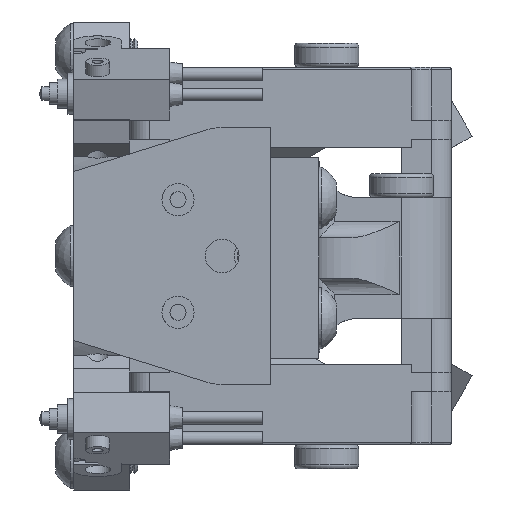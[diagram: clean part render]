
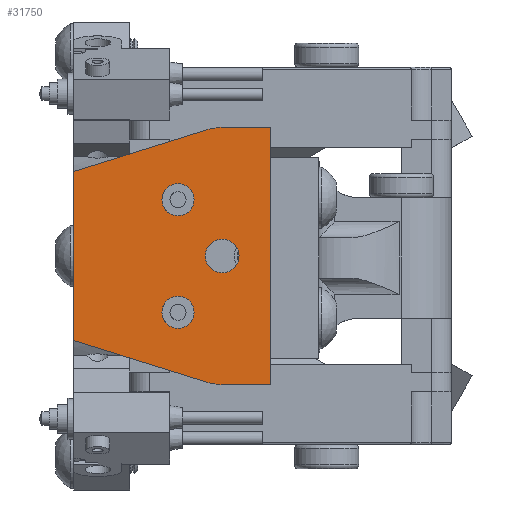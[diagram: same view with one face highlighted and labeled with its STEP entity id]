
A CAD part, left-side view. The second image highlights one B-rep face of the part: STEP entity #31750.
In plain terms, the highlighted planar face has unit normal (-1, 0, 0).
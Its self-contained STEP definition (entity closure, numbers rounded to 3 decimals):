
#1829=FACE_BOUND('',#4758,.T.);
#1830=FACE_BOUND('',#4759,.T.);
#1831=FACE_BOUND('',#4760,.T.);
#2087=PLANE('',#34164);
#2928=FACE_OUTER_BOUND('',#4757,.T.);
#4757=EDGE_LOOP('',(#21801,#21802,#21803,#21804,#21805,#21806,#21807,#21808));
#4758=EDGE_LOOP('',(#21809));
#4759=EDGE_LOOP('',(#21810));
#4760=EDGE_LOOP('',(#21811));
#6642=LINE('',#46784,#9110);
#6789=LINE('',#47313,#9257);
#6794=LINE('',#47327,#9262);
#6796=LINE('',#47331,#9264);
#6798=LINE('',#47335,#9266);
#6800=LINE('',#47340,#9268);
#9110=VECTOR('',#37514,10.);
#9257=VECTOR('',#37909,10.);
#9262=VECTOR('',#37924,10.);
#9264=VECTOR('',#37928,10.);
#9266=VECTOR('',#37932,10.);
#9268=VECTOR('',#37940,10.);
#11553=CIRCLE('',#33975,2.);
#11556=CIRCLE('',#33980,2.);
#11628=CIRCLE('',#34147,2.1);
#11629=CIRCLE('',#34149,6.);
#11630=CIRCLE('',#34154,6.);
#13163=VERTEX_POINT('',#46664);
#13167=VERTEX_POINT('',#46674);
#13207=VERTEX_POINT('',#46781);
#13208=VERTEX_POINT('',#46783);
#13350=VERTEX_POINT('',#47312);
#13351=VERTEX_POINT('',#47316);
#13352=VERTEX_POINT('',#47320);
#13353=VERTEX_POINT('',#47321);
#13354=VERTEX_POINT('',#47326);
#13355=VERTEX_POINT('',#47330);
#13356=VERTEX_POINT('',#47334);
#16351=EDGE_CURVE('',#13163,#13163,#11553,.T.);
#16356=EDGE_CURVE('',#13167,#13167,#11556,.T.);
#16411=EDGE_CURVE('',#13208,#13207,#6642,.T.);
#16624=EDGE_CURVE('',#13350,#13208,#6789,.T.);
#16627=EDGE_CURVE('',#13351,#13351,#11628,.T.);
#16628=EDGE_CURVE('',#13352,#13353,#11629,.T.);
#16631=EDGE_CURVE('',#13353,#13354,#6794,.T.);
#16633=EDGE_CURVE('',#13354,#13355,#6796,.T.);
#16635=EDGE_CURVE('',#13355,#13356,#6798,.T.);
#16637=EDGE_CURVE('',#13356,#13350,#11630,.T.);
#16638=EDGE_CURVE('',#13207,#13352,#6800,.T.);
#21801=ORIENTED_EDGE('',*,*,#16638,.T.);
#21802=ORIENTED_EDGE('',*,*,#16628,.T.);
#21803=ORIENTED_EDGE('',*,*,#16631,.T.);
#21804=ORIENTED_EDGE('',*,*,#16633,.T.);
#21805=ORIENTED_EDGE('',*,*,#16635,.T.);
#21806=ORIENTED_EDGE('',*,*,#16637,.T.);
#21807=ORIENTED_EDGE('',*,*,#16624,.T.);
#21808=ORIENTED_EDGE('',*,*,#16411,.T.);
#21809=ORIENTED_EDGE('',*,*,#16351,.T.);
#21810=ORIENTED_EDGE('',*,*,#16356,.T.);
#21811=ORIENTED_EDGE('',*,*,#16627,.T.);
#31750=ADVANCED_FACE('',(#2928,#1829,#1830,#1831),#2087,.T.);
#33975=AXIS2_PLACEMENT_3D('',#46665,#37393,#37394);
#33980=AXIS2_PLACEMENT_3D('',#46675,#37404,#37405);
#34147=AXIS2_PLACEMENT_3D('',#47318,#37914,#37915);
#34149=AXIS2_PLACEMENT_3D('',#47322,#37918,#37919);
#34154=AXIS2_PLACEMENT_3D('',#47338,#37936,#37937);
#34164=AXIS2_PLACEMENT_3D('',#47354,#37962,#37963);
#37393=DIRECTION('center_axis',(1.,0.,0.));
#37394=DIRECTION('ref_axis',(0.,0.,1.));
#37404=DIRECTION('center_axis',(1.,0.,0.));
#37405=DIRECTION('ref_axis',(0.,0.,1.));
#37514=DIRECTION('',(0.,0.,1.));
#37909=DIRECTION('',(0.,-0.954,0.299));
#37914=DIRECTION('center_axis',(1.,0.,0.));
#37915=DIRECTION('ref_axis',(0.,0.,-1.));
#37918=DIRECTION('center_axis',(-1.,0.,0.));
#37919=DIRECTION('ref_axis',(0.,0.,1.));
#37924=DIRECTION('',(0.,1.,0.));
#37928=DIRECTION('',(0.,0.,-1.));
#37932=DIRECTION('',(0.,-1.,0.));
#37936=DIRECTION('center_axis',(-1.,0.,0.));
#37937=DIRECTION('ref_axis',(0.,0.,1.));
#37940=DIRECTION('',(0.,0.954,0.299));
#37962=DIRECTION('center_axis',(-1.,0.,0.));
#37963=DIRECTION('ref_axis',(0.,0.,1.));
#46664=CARTESIAN_POINT('',(-36.5,13.,-9.));
#46665=CARTESIAN_POINT('Origin',(-36.5,13.,-7.));
#46674=CARTESIAN_POINT('',(-36.5,13.,5.));
#46675=CARTESIAN_POINT('Origin',(-36.5,13.,7.));
#46781=CARTESIAN_POINT('',(-36.5,0.,10.5));
#46783=CARTESIAN_POINT('',(-36.5,0.,-10.5));
#46784=CARTESIAN_POINT('',(-36.5,0.,-10.5));
#47312=CARTESIAN_POINT('',(-36.5,16.709,-15.726));
#47313=CARTESIAN_POINT('',(-36.5,16.709,-15.726));
#47316=CARTESIAN_POINT('',(-36.5,18.5,2.1));
#47318=CARTESIAN_POINT('Origin',(-36.5,18.5,0.));
#47320=CARTESIAN_POINT('',(-36.5,16.709,15.726));
#47321=CARTESIAN_POINT('',(-36.5,18.5,16.));
#47322=CARTESIAN_POINT('Origin',(-36.5,18.5,10.));
#47326=CARTESIAN_POINT('',(-36.5,24.5,16.));
#47327=CARTESIAN_POINT('',(-36.5,18.5,16.));
#47330=CARTESIAN_POINT('',(-36.5,24.5,-16.));
#47331=CARTESIAN_POINT('',(-36.5,24.5,10.));
#47334=CARTESIAN_POINT('',(-36.5,18.5,-16.));
#47335=CARTESIAN_POINT('',(-36.5,24.5,-16.));
#47338=CARTESIAN_POINT('Origin',(-36.5,18.5,-10.));
#47340=CARTESIAN_POINT('',(-36.5,0.,10.5));
#47354=CARTESIAN_POINT('Origin',(-36.5,0.,-10.5));
